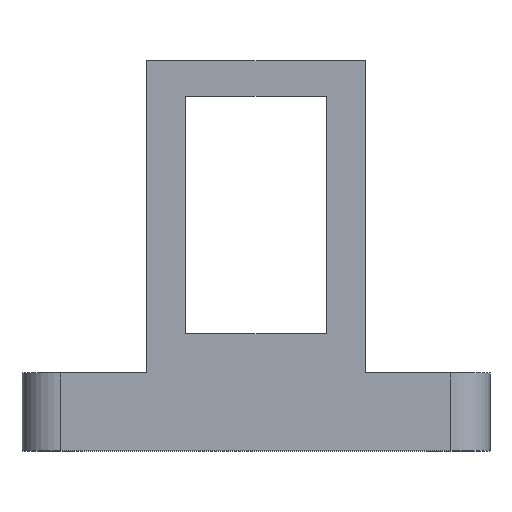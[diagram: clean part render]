
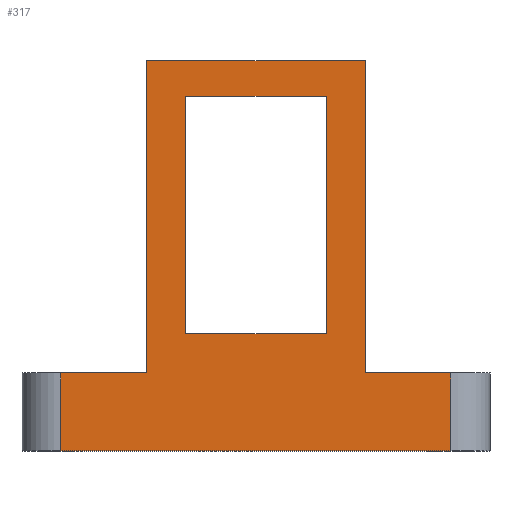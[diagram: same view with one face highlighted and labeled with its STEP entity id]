
A CAD part, top view. The second image highlights one B-rep face of the part: STEP entity #317.
In plain terms, the highlighted planar face has unit normal (0, 0, 1).
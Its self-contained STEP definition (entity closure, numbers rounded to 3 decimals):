
#21=FACE_BOUND('',#64,.T.);
#45=FACE_OUTER_BOUND('',#63,.T.);
#63=EDGE_LOOP('',(#259,#260,#261,#262,#263,#264,#265,#266));
#64=EDGE_LOOP('',(#267,#268,#269,#270));
#71=LINE('',#447,#105);
#75=LINE('',#455,#109);
#78=LINE('',#461,#112);
#81=LINE('',#466,#115);
#86=LINE('',#476,#120);
#88=LINE('',#482,#122);
#92=LINE('',#488,#126);
#93=LINE('',#491,#127);
#96=LINE('',#502,#130);
#100=LINE('',#518,#134);
#101=LINE('',#521,#135);
#102=LINE('',#522,#136);
#105=VECTOR('',#363,10.);
#109=VECTOR('',#369,10.);
#112=VECTOR('',#374,10.);
#115=VECTOR('',#379,10.);
#120=VECTOR('',#386,10.);
#122=VECTOR('',#390,10.);
#126=VECTOR('',#396,10.);
#127=VECTOR('',#399,10.);
#130=VECTOR('',#410,10.);
#134=VECTOR('',#428,10.);
#135=VECTOR('',#431,10.);
#136=VECTOR('',#432,10.);
#139=VERTEX_POINT('',#445);
#140=VERTEX_POINT('',#446);
#143=VERTEX_POINT('',#454);
#145=VERTEX_POINT('',#460);
#148=VERTEX_POINT('',#470);
#150=VERTEX_POINT('',#474);
#151=VERTEX_POINT('',#478);
#153=VERTEX_POINT('',#481);
#155=VERTEX_POINT('',#490);
#159=VERTEX_POINT('',#500);
#163=VERTEX_POINT('',#514);
#165=VERTEX_POINT('',#520);
#167=EDGE_CURVE('',#139,#140,#71,.T.);
#171=EDGE_CURVE('',#143,#139,#75,.T.);
#174=EDGE_CURVE('',#145,#143,#78,.T.);
#177=EDGE_CURVE('',#140,#145,#81,.T.);
#182=EDGE_CURVE('',#148,#150,#86,.T.);
#184=EDGE_CURVE('',#151,#153,#88,.T.);
#188=EDGE_CURVE('',#153,#150,#92,.T.);
#189=EDGE_CURVE('',#148,#155,#93,.T.);
#195=EDGE_CURVE('',#159,#151,#96,.T.);
#203=EDGE_CURVE('',#163,#155,#100,.T.);
#204=EDGE_CURVE('',#165,#163,#101,.T.);
#205=EDGE_CURVE('',#165,#159,#102,.T.);
#259=ORIENTED_EDGE('',*,*,#204,.T.);
#260=ORIENTED_EDGE('',*,*,#203,.T.);
#261=ORIENTED_EDGE('',*,*,#189,.F.);
#262=ORIENTED_EDGE('',*,*,#182,.T.);
#263=ORIENTED_EDGE('',*,*,#188,.F.);
#264=ORIENTED_EDGE('',*,*,#184,.F.);
#265=ORIENTED_EDGE('',*,*,#195,.F.);
#266=ORIENTED_EDGE('',*,*,#205,.F.);
#267=ORIENTED_EDGE('',*,*,#167,.T.);
#268=ORIENTED_EDGE('',*,*,#177,.T.);
#269=ORIENTED_EDGE('',*,*,#174,.T.);
#270=ORIENTED_EDGE('',*,*,#171,.T.);
#302=PLANE('',#354);
#317=ADVANCED_FACE('',(#45,#21),#302,.T.);
#354=AXIS2_PLACEMENT_3D('',#519,#429,#430);
#363=DIRECTION('',(0.,-1.,0.));
#369=DIRECTION('',(1.,0.,0.));
#374=DIRECTION('',(0.,1.,0.));
#379=DIRECTION('',(-1.,0.,0.));
#386=DIRECTION('',(0.,1.,0.));
#390=DIRECTION('',(0.,1.,0.));
#396=DIRECTION('',(1.,0.,0.));
#399=DIRECTION('',(1.,0.,0.));
#410=DIRECTION('',(1.,0.,0.));
#428=DIRECTION('',(0.,1.,0.));
#429=DIRECTION('center_axis',(0.,0.,1.));
#430=DIRECTION('ref_axis',(1.,0.,0.));
#431=DIRECTION('',(1.,0.,0.));
#432=DIRECTION('',(0.,1.,0.));
#445=CARTESIAN_POINT('',(-16.,45.5,5.));
#446=CARTESIAN_POINT('',(-16.,15.,5.));
#447=CARTESIAN_POINT('',(-16.,22.75,5.));
#454=CARTESIAN_POINT('',(-34.,45.5,5.));
#455=CARTESIAN_POINT('',(-42.,45.5,5.));
#460=CARTESIAN_POINT('',(-34.,15.,5.));
#461=CARTESIAN_POINT('',(-34.,7.5,5.));
#466=CARTESIAN_POINT('',(-33.,15.,5.));
#470=CARTESIAN_POINT('',(-11.,10.,5.));
#474=CARTESIAN_POINT('',(-11.,50.,5.));
#476=CARTESIAN_POINT('',(-11.,10.,5.));
#478=CARTESIAN_POINT('',(-39.,10.,5.));
#481=CARTESIAN_POINT('',(-39.,50.,5.));
#482=CARTESIAN_POINT('',(-39.,10.,5.));
#488=CARTESIAN_POINT('',(-11.,50.,5.));
#490=CARTESIAN_POINT('',(0.,10.,5.));
#491=CARTESIAN_POINT('',(-50.,10.,5.));
#500=CARTESIAN_POINT('',(-50.,10.,5.));
#502=CARTESIAN_POINT('',(-50.,10.,5.));
#514=CARTESIAN_POINT('',(0.,0.,5.));
#518=CARTESIAN_POINT('',(0.,0.,5.));
#519=CARTESIAN_POINT('Origin',(-50.,0.,5.));
#520=CARTESIAN_POINT('',(-50.,0.,5.));
#521=CARTESIAN_POINT('',(-50.,0.,5.));
#522=CARTESIAN_POINT('',(-50.,0.,5.));
